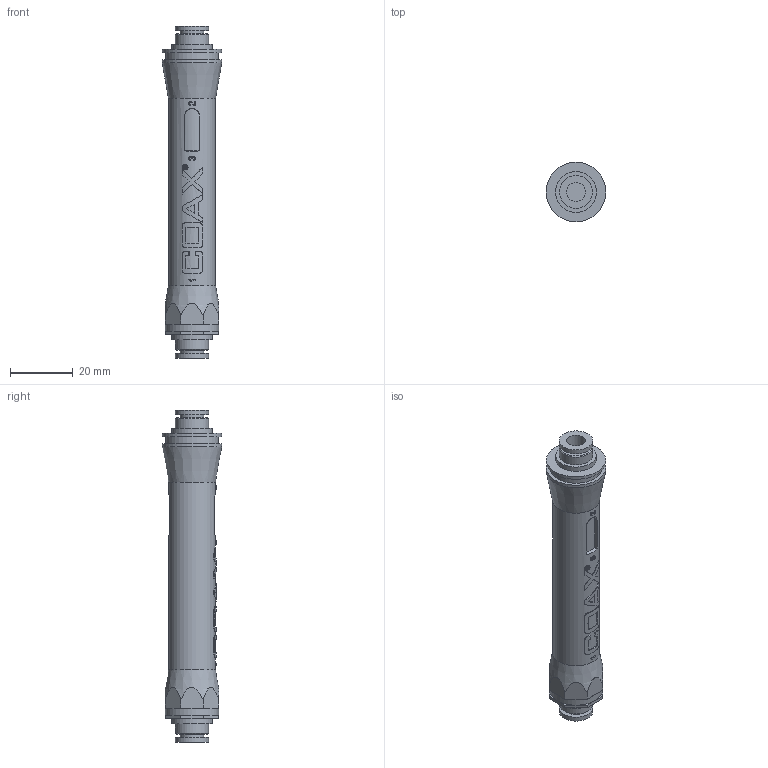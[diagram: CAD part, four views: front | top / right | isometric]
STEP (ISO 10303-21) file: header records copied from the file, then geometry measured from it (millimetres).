
FILE_DESCRIPTION( ( 'Unknown' ), '1' );
FILE_NAME( '0122025.stp', 'Unknown', ( 'Unknown' ), ( 'Unknown' ), 'PSStep 10.0', 'Unknown', ' ' );
FILE_SCHEMA( ( 'automotive_design' ) );
Length unit declared in the file: millimetre
Products named in the file (1): 0122198
Bounding box: 19 x 19 x 106 mm (x, y, z)
Volume: 18369.9 mm3; surface area: 6382.3 mm2
Topology: 1 solids, 1 shells, 184 faces, 447 edges, 292 vertices
Faces by surface type: plane 101, bspline 43, cylinder 34, cone 6
Full cylindrical faces by diameter (mm): 6 x2, 7.5 x2, 10.578 x4, 13 x2, 15 x1, 16.75 x1, 17 x1, 19 x2
Entity records: 9333 total; most frequent: CARTESIAN_POINT 3948, ORIENTED_EDGE 844, DIRECTION 666, EDGE_CURVE 422, VERTEX_POINT 286, AXIS2_PLACEMENT_3D 241, EDGE_LOOP 230, FACE_OUTER_BOUND 199
